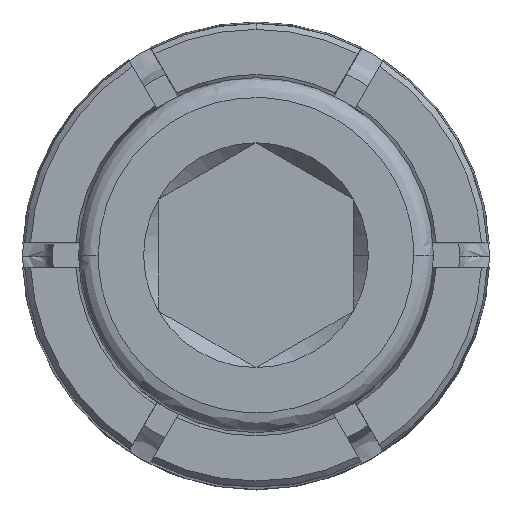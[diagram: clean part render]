
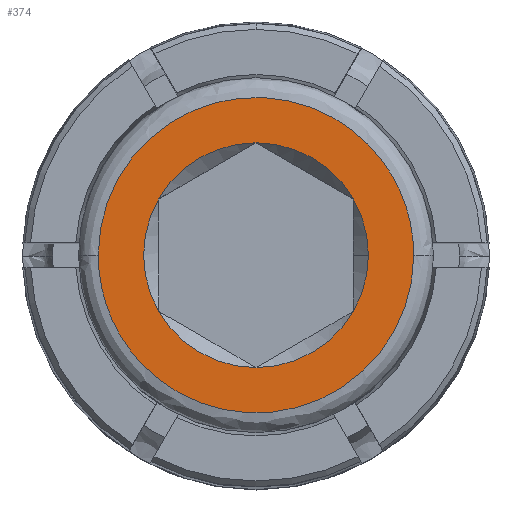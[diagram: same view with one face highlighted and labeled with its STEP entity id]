
A CAD part, top view. The second image highlights one B-rep face of the part: STEP entity #374.
In plain terms, the highlighted planar face has unit normal (0, 0, 1).
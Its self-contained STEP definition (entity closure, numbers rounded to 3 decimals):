
#7 = ORIENTED_EDGE ( 'NONE', *, *, #1162, .T. ) ;
#80 = ORIENTED_EDGE ( 'NONE', *, *, #3749, .T. ) ;
#131 = CIRCLE ( 'NONE', #2757, 2.887 ) ;
#137 = AXIS2_PLACEMENT_3D ( 'NONE', #1223, #4070, #241 ) ;
#172 =( BOUNDED_CURVE ( )  B_SPLINE_CURVE ( 3, ( #903, #3460, #1984, #3503 ),
 .UNSPECIFIED., .F., .T. ) 
 B_SPLINE_CURVE_WITH_KNOTS ( ( 4, 4 ),
 ( 0., 1. ),
 .UNSPECIFIED. ) 
 CURVE ( )  GEOMETRIC_REPRESENTATION_ITEM ( )  RATIONAL_B_SPLINE_CURVE ( ( 1., 0.333, 0.333, 1. ) ) 
 REPRESENTATION_ITEM ( '' )  );
#212 = DIRECTION ( 'NONE',  ( 1., 0., 0. ) ) ;
#223 =( BOUNDED_CURVE ( )  B_SPLINE_CURVE ( 3, ( #2190, #2774, #512, #286 ),
 .UNSPECIFIED., .F., .F. ) 
 B_SPLINE_CURVE_WITH_KNOTS ( ( 4, 4 ),
 ( 0., 1. ),
 .UNSPECIFIED. ) 
 CURVE ( )  GEOMETRIC_REPRESENTATION_ITEM ( )  RATIONAL_B_SPLINE_CURVE ( ( 1., 0.333, 0.333, 1. ) ) 
 REPRESENTATION_ITEM ( '' )  );
#241 = DIRECTION ( 'NONE',  ( 1., 0., 0. ) ) ;
#286 = CARTESIAN_POINT ( 'NONE',  ( 4.051, 0., 6. ) ) ;
#324 = VERTEX_POINT ( 'NONE', #1947 ) ;
#356 = ORIENTED_EDGE ( 'NONE', *, *, #1214, .F. ) ;
#360 = ORIENTED_EDGE ( 'NONE', *, *, #1102, .T. ) ;
#374 = ADVANCED_FACE ( 'NONE', ( #2327, #2377 ), #4002, .T. ) ;
#401 = VERTEX_POINT ( 'NONE', #3626 ) ;
#444 = CARTESIAN_POINT ( 'NONE',  ( 0., 0., 6. ) ) ;
#471 = AXIS2_PLACEMENT_3D ( 'NONE', #1444, #3684, #3060 ) ;
#512 = CARTESIAN_POINT ( 'NONE',  ( 4.051, 8.103, 6. ) ) ;
#523 = DIRECTION ( 'NONE',  ( 1., 0., 0. ) ) ;
#683 = CARTESIAN_POINT ( 'NONE',  ( -2.5, -1.443, 6. ) ) ;
#700 = CARTESIAN_POINT ( 'NONE',  ( 2.5, 1.443, 6. ) ) ;
#730 = EDGE_LOOP ( 'NONE', ( #942, #360, #80, #3570, #2415, #3590, #7 ) ) ;
#815 = AXIS2_PLACEMENT_3D ( 'NONE', #3994, #2737, #2405 ) ;
#834 = DIRECTION ( 'NONE',  ( 1., 0., 0. ) ) ;
#847 = CARTESIAN_POINT ( 'NONE',  ( 0., -2.887, 6. ) ) ;
#879 = VERTEX_POINT ( 'NONE', #2070 ) ;
#903 = CARTESIAN_POINT ( 'NONE',  ( 4.051, 0., 6. ) ) ;
#942 = ORIENTED_EDGE ( 'NONE', *, *, #3564, .T. ) ;
#965 = DIRECTION ( 'NONE',  ( 0., 0., -1. ) ) ;
#1013 = AXIS2_PLACEMENT_3D ( 'NONE', #3191, #965, #1575 ) ;
#1083 = CARTESIAN_POINT ( 'NONE',  ( 2.5, -1.443, 6. ) ) ;
#1102 = EDGE_CURVE ( 'NONE', #879, #401, #1675, .T. ) ;
#1108 = VERTEX_POINT ( 'NONE', #847 ) ;
#1162 = EDGE_CURVE ( 'NONE', #1108, #3709, #131, .T. ) ;
#1168 = CARTESIAN_POINT ( 'NONE',  ( 0., 0., 6. ) ) ;
#1214 = EDGE_CURVE ( 'NONE', #4047, #324, #223, .T. ) ;
#1223 = CARTESIAN_POINT ( 'NONE',  ( 0., 0., 6. ) ) ;
#1365 = EDGE_CURVE ( 'NONE', #4063, #1108, #1680, .T. ) ;
#1444 = CARTESIAN_POINT ( 'NONE',  ( 0., 0., 6. ) ) ;
#1509 = CARTESIAN_POINT ( 'NONE',  ( -4.051, 0., 6. ) ) ;
#1555 = CIRCLE ( 'NONE', #815, 2.887 ) ;
#1575 = DIRECTION ( 'NONE',  ( 1., 0., 0. ) ) ;
#1675 = CIRCLE ( 'NONE', #2229, 2.887 ) ;
#1680 = CIRCLE ( 'NONE', #137, 2.887 ) ;
#1735 = CARTESIAN_POINT ( 'NONE',  ( 0., 0., 6. ) ) ;
#1779 = DIRECTION ( 'NONE',  ( 0., 0., -1. ) ) ;
#1846 = CARTESIAN_POINT ( 'NONE',  ( 0., 0., 6. ) ) ;
#1947 = CARTESIAN_POINT ( 'NONE',  ( 4.051, 0., 6. ) ) ;
#1984 = CARTESIAN_POINT ( 'NONE',  ( -4.051, -8.103, 6. ) ) ;
#2056 = DIRECTION ( 'NONE',  ( 0., 0., 1. ) ) ;
#2070 = CARTESIAN_POINT ( 'NONE',  ( -2.5, 1.443, 6. ) ) ;
#2077 = DIRECTION ( 'NONE',  ( 0., 0., -1. ) ) ;
#2190 = CARTESIAN_POINT ( 'NONE',  ( -4.051, 0., 6. ) ) ;
#2229 = AXIS2_PLACEMENT_3D ( 'NONE', #1846, #1779, #523 ) ;
#2233 = VERTEX_POINT ( 'NONE', #2254 ) ;
#2254 = CARTESIAN_POINT ( 'NONE',  ( 2.887, 0., 6. ) ) ;
#2282 = AXIS2_PLACEMENT_3D ( 'NONE', #1735, #2056, #2662 ) ;
#2327 = FACE_OUTER_BOUND ( 'NONE', #2857, .T. ) ;
#2377 = FACE_BOUND ( 'NONE', #730, .T. ) ;
#2405 = DIRECTION ( 'NONE',  ( 1., 0., 0. ) ) ;
#2415 = ORIENTED_EDGE ( 'NONE', *, *, #3391, .T. ) ;
#2502 = CIRCLE ( 'NONE', #1013, 2.887 ) ;
#2662 = DIRECTION ( 'NONE',  ( 1., 0., 0. ) ) ;
#2737 = DIRECTION ( 'NONE',  ( 0., 0., -1. ) ) ;
#2757 = AXIS2_PLACEMENT_3D ( 'NONE', #1168, #3706, #212 ) ;
#2774 = CARTESIAN_POINT ( 'NONE',  ( -4.051, 8.103, 6. ) ) ;
#2857 = EDGE_LOOP ( 'NONE', ( #356, #2954 ) ) ;
#2954 = ORIENTED_EDGE ( 'NONE', *, *, #3861, .F. ) ;
#3060 = DIRECTION ( 'NONE',  ( 1., 0., 0. ) ) ;
#3100 = VERTEX_POINT ( 'NONE', #700 ) ;
#3191 = CARTESIAN_POINT ( 'NONE',  ( 0., 0., 6. ) ) ;
#3317 = EDGE_CURVE ( 'NONE', #3100, #2233, #3502, .T. ) ;
#3391 = EDGE_CURVE ( 'NONE', #2233, #4063, #1555, .T. ) ;
#3460 = CARTESIAN_POINT ( 'NONE',  ( 4.051, -8.103, 6. ) ) ;
#3502 = CIRCLE ( 'NONE', #471, 2.887 ) ;
#3503 = CARTESIAN_POINT ( 'NONE',  ( -4.051, 0., 6. ) ) ;
#3564 = EDGE_CURVE ( 'NONE', #3709, #879, #2502, .T. ) ;
#3570 = ORIENTED_EDGE ( 'NONE', *, *, #3317, .T. ) ;
#3590 = ORIENTED_EDGE ( 'NONE', *, *, #1365, .T. ) ;
#3626 = CARTESIAN_POINT ( 'NONE',  ( 0., 2.887, 6. ) ) ;
#3684 = DIRECTION ( 'NONE',  ( 0., 0., -1. ) ) ;
#3703 = AXIS2_PLACEMENT_3D ( 'NONE', #444, #2077, #834 ) ;
#3706 = DIRECTION ( 'NONE',  ( 0., 0., -1. ) ) ;
#3709 = VERTEX_POINT ( 'NONE', #683 ) ;
#3749 = EDGE_CURVE ( 'NONE', #401, #3100, #3834, .T. ) ;
#3834 = CIRCLE ( 'NONE', #3703, 2.887 ) ;
#3861 = EDGE_CURVE ( 'NONE', #324, #4047, #172, .T. ) ;
#3994 = CARTESIAN_POINT ( 'NONE',  ( 0., 0., 6. ) ) ;
#4002 = PLANE ( 'NONE',  #2282 ) ;
#4047 = VERTEX_POINT ( 'NONE', #1509 ) ;
#4063 = VERTEX_POINT ( 'NONE', #1083 ) ;
#4070 = DIRECTION ( 'NONE',  ( 0., 0., -1. ) ) ;
